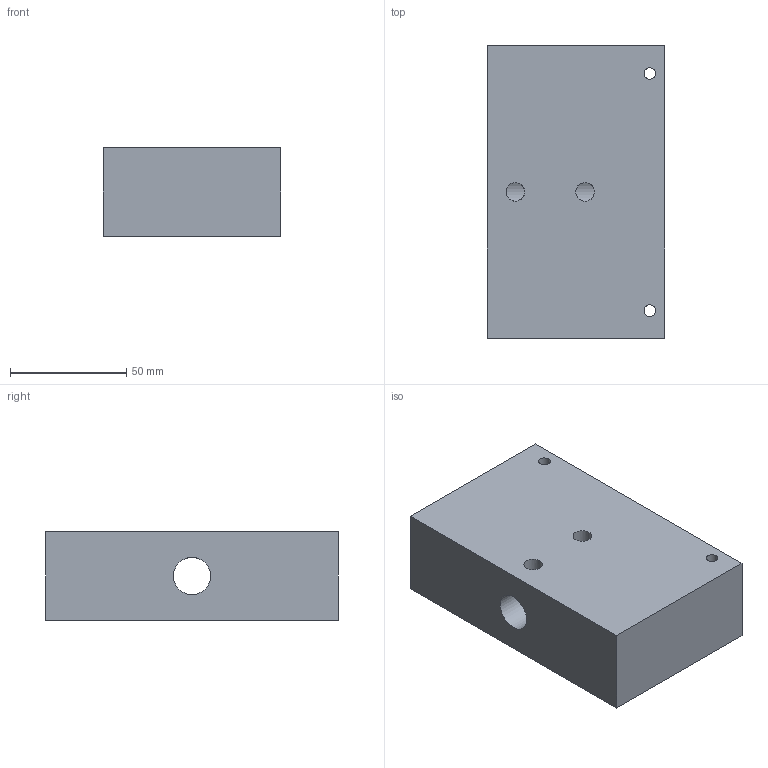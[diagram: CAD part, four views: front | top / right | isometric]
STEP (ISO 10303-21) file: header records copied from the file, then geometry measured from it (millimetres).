
FILE_DESCRIPTION(/* description */ (''),/* implementation_level */ '2;1');
FILE_NAME(/* name */ 'MotorMountLeft.stp',/* time_stamp */ '2019-01-31T19:49:16-05:00',/* author */ ('mark'),/* organization */ (''),/* preprocessor_version */ 'ST-DEVELOPER v17.2',/* originating_system */ 'Autodesk Inventor 2019',/* authorisation */ '');
FILE_SCHEMA (('AUTOMOTIVE_DESIGN { 1 0 10303 214 3 1 1 }'));
Length unit declared in the file: millimetre
Products named in the file (1): MotorMountLeft
Bounding box: 76.2 x 125.8 x 38.2 mm (x, y, z)
Volume: 337654.9 mm3; surface area: 41791.4 mm2
Topology: 1 solids, 1 shells, 27 faces, 69 edges, 46 vertices
Faces by surface type: plane 16, cylinder 11
Full cylindrical faces by diameter (mm): 5 x2, 8 x6, 16 x1
Entity records: 942 total; most frequent: CARTESIAN_POINT 213, DIRECTION 139, ORIENTED_EDGE 138, EDGE_CURVE 69, AXIS2_PLACEMENT_3D 48, VERTEX_POINT 46, LINE 43, VECTOR 43
